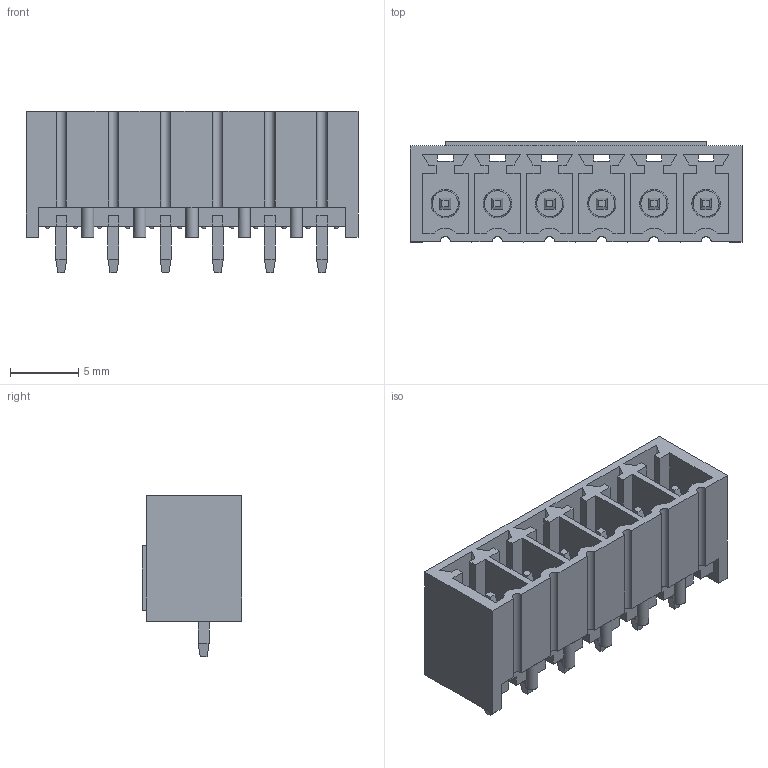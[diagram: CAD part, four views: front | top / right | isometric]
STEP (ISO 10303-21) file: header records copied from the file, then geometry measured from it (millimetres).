
FILE_DESCRIPTION( ( 'Unknown' ), '1' );
FILE_NAME( '691701310006B.stp', 'Unknown', ( 'Unknown' ), ( 'Unknown' ), 'PSStep 15.0.49', 'Unknown', ' ' );
FILE_SCHEMA( ( 'AUTOMOTIVE_DESIGN { 1 0 10303 214 1 1 1 1 }' ) );
Length unit declared in the file: millimetre
Products named in the file (3): Assem1; 6917013100xxB_PIN; 06
Assembly tree (7 placements, depth 2):
  Assem1
    6917013100xxB_PIN  x6
    06
Bounding box: 24.25 x 7.3 x 11.8 mm (x, y, z)
Volume: 757.9 mm3; surface area: 2196.6 mm2
Topology: 7 solids, 7 shells, 367 faces, 958 edges, 621 vertices
Faces by surface type: plane 315, cylinder 34, sphere 12, cone 6
Full cylindrical faces by diameter (mm): 0.3 x12, 0.9 x10
Entity records: 11423 total; most frequent: CARTESIAN_POINT 1578, ORIENTED_EDGE 1498, DIRECTION 1449, EDGE_CURVE 749, LINE 659, VECTOR 659, VERTEX_POINT 524, AXIS2_PLACEMENT_3D 395
